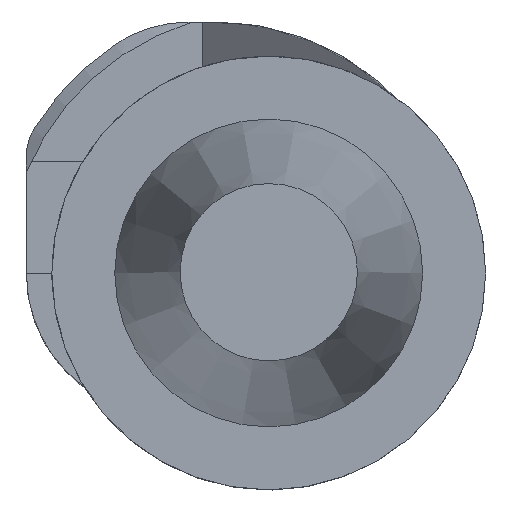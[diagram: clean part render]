
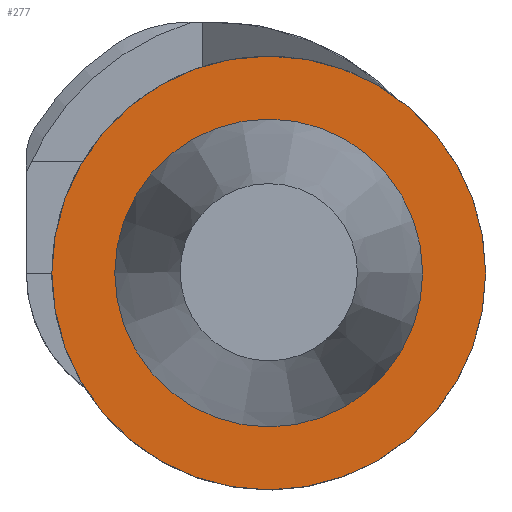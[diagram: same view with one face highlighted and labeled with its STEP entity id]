
A CAD part, top view. The second image highlights one B-rep face of the part: STEP entity #277.
In plain terms, the highlighted planar face has unit normal (0, 0, 1).
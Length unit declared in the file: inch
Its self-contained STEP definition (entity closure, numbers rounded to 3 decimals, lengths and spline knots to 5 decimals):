
#277=ADVANCED_FACE('Unnamed[1]',(#583,#584),#585,.T.);
#307=EDGE_CURVE('Unnamed[1]',#622,#622,#623,.T.);
#339=EDGE_CURVE('Unnamed[1]',#663,#663,#664,.T.);
#583=FACE_OUTER_BOUND('',#1020,.T.);
#584=FACE_BOUND('',#1021,.T.);
#585=PLANE('',#1022);
#622=VERTEX_POINT('',#1086);
#623=CIRCLE('',#1087,49.2125);
#663=VERTEX_POINT('',#1147);
#664=CIRCLE('',#1148,34.925);
#1020=EDGE_LOOP('',(#1412));
#1021=EDGE_LOOP('',(#1413));
#1022=AXIS2_PLACEMENT_3D('',#1414,#1415,#1416);
#1086=CARTESIAN_POINT('',(49.2125,0.,-1.5));
#1087=AXIS2_PLACEMENT_3D('',#1464,#1465,#1466);
#1147=CARTESIAN_POINT('',(34.925,0.,-1.5));
#1148=AXIS2_PLACEMENT_3D('',#1513,#1514,#1515);
#1412=ORIENTED_EDGE('',*,*,#307,.F.);
#1413=ORIENTED_EDGE('',*,*,#339,.T.);
#1414=CARTESIAN_POINT('',(42.06875,0.,-1.5));
#1415=DIRECTION('',(0.,0.,1.0));
#1416=DIRECTION('',(-1.0,0.,0.));
#1464=CARTESIAN_POINT('',(0.,0.,-1.5));
#1465=DIRECTION('',(0.,0.,-1.0));
#1466=DIRECTION('',(1.0,0.,0.));
#1513=CARTESIAN_POINT('',(0.,0.,-1.5));
#1514=DIRECTION('',(0.,0.,-1.0));
#1515=DIRECTION('',(1.0,0.,0.));
